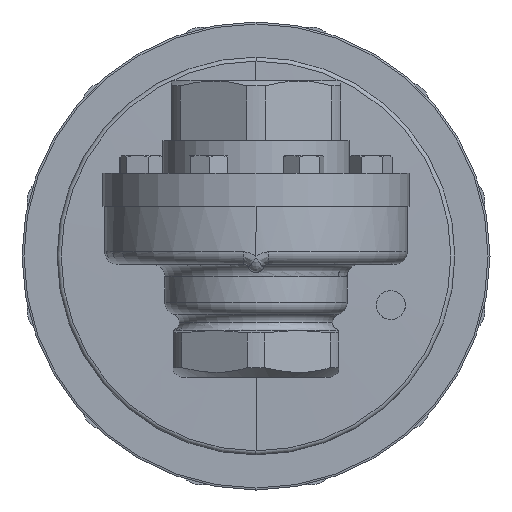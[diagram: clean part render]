
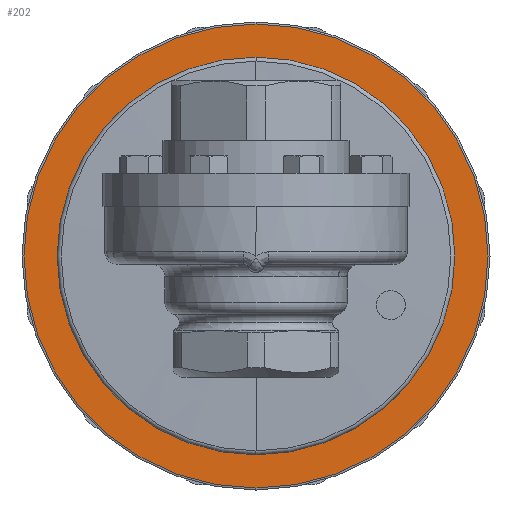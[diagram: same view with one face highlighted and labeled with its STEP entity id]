
A CAD part, front view. The second image highlights one B-rep face of the part: STEP entity #202.
In plain terms, the highlighted planar face has unit normal (0, -1, 0).
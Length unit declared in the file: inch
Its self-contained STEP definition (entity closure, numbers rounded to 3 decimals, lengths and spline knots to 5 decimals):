
#160 = ORIENTED_EDGE ( 'NONE', *, *, #11912, .F. ) ;
#202 = ADVANCED_FACE ( 'NONE', ( #10839, #14925 ), #11599, .T. ) ;
#297 = VERTEX_POINT ( 'NONE', #371 ) ;
#371 = CARTESIAN_POINT ( 'NONE',  ( 0., 2.565, 3.5005 ) ) ;
#507 = EDGE_LOOP ( 'NONE', ( #3865, #15613 ) ) ;
#896 = CIRCLE ( 'NONE', #9609, 3.5005 ) ;
#1412 = CARTESIAN_POINT ( 'NONE',  ( 0., 2.565, 0. ) ) ;
#1525 = EDGE_CURVE ( 'NONE', #9376, #297, #9956, .T. ) ;
#1736 = CIRCLE ( 'NONE', #14138, 3. ) ;
#2810 = DIRECTION ( 'NONE',  ( 0., 0., -1. ) ) ;
#3379 = CARTESIAN_POINT ( 'NONE',  ( 0., 2.565, -3.5005 ) ) ;
#3701 = AXIS2_PLACEMENT_3D ( 'NONE', #4285, #13852, #5685 ) ;
#3865 = ORIENTED_EDGE ( 'NONE', *, *, #1525, .T. ) ;
#4174 = CARTESIAN_POINT ( 'NONE',  ( 0., 2.565, 0. ) ) ;
#4285 = CARTESIAN_POINT ( 'NONE',  ( 0., 2.565, 0. ) ) ;
#5564 = DIRECTION ( 'NONE',  ( 0., 0., -1. ) ) ;
#5685 = DIRECTION ( 'NONE',  ( 0., 0., -1. ) ) ;
#6165 = DIRECTION ( 'NONE',  ( 0., 0., -1. ) ) ;
#7881 = CARTESIAN_POINT ( 'NONE',  ( 0., 2.565, 0. ) ) ;
#8021 = EDGE_LOOP ( 'NONE', ( #160, #13682 ) ) ;
#9205 = AXIS2_PLACEMENT_3D ( 'NONE', #1412, #11030, #2810 ) ;
#9238 = DIRECTION ( 'NONE',  ( 0., 0., -1. ) ) ;
#9376 = VERTEX_POINT ( 'NONE', #10271 ) ;
#9422 = CARTESIAN_POINT ( 'NONE',  ( 0., 2.565, -3. ) ) ;
#9609 = AXIS2_PLACEMENT_3D ( 'NONE', #4174, #13756, #5564 ) ;
#9956 = CIRCLE ( 'NONE', #3701, 3.5005 ) ;
#10271 = CARTESIAN_POINT ( 'NONE',  ( 0., 2.565, -3.5005 ) ) ;
#10762 = EDGE_CURVE ( 'NONE', #297, #9376, #896, .T. ) ;
#10839 = FACE_OUTER_BOUND ( 'NONE', #507, .T. ) ;
#10988 = CIRCLE ( 'NONE', #9205, 3. ) ;
#11030 = DIRECTION ( 'NONE',  ( 0., -1., 0. ) ) ;
#11092 = CARTESIAN_POINT ( 'NONE',  ( 0., 2.565, 3. ) ) ;
#11436 = VERTEX_POINT ( 'NONE', #11092 ) ;
#11599 = PLANE ( 'NONE',  #16762 ) ;
#11912 = EDGE_CURVE ( 'NONE', #12017, #11436, #1736, .T. ) ;
#12017 = VERTEX_POINT ( 'NONE', #9422 ) ;
#12070 = EDGE_CURVE ( 'NONE', #11436, #12017, #10988, .T. ) ;
#13682 = ORIENTED_EDGE ( 'NONE', *, *, #12070, .F. ) ;
#13756 = DIRECTION ( 'NONE',  ( 0., -1., 0. ) ) ;
#13852 = DIRECTION ( 'NONE',  ( 0., -1., 0. ) ) ;
#14138 = AXIS2_PLACEMENT_3D ( 'NONE', #7881, #17424, #9238 ) ;
#14342 = DIRECTION ( 'NONE',  ( 0., -1., 0. ) ) ;
#14925 = FACE_BOUND ( 'NONE', #8021, .T. ) ;
#15613 = ORIENTED_EDGE ( 'NONE', *, *, #10762, .T. ) ;
#16762 = AXIS2_PLACEMENT_3D ( 'NONE', #3379, #14342, #6165 ) ;
#17424 = DIRECTION ( 'NONE',  ( 0., -1., 0. ) ) ;
